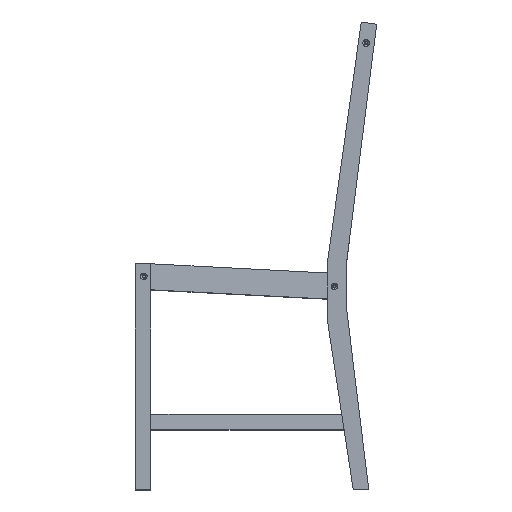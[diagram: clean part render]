
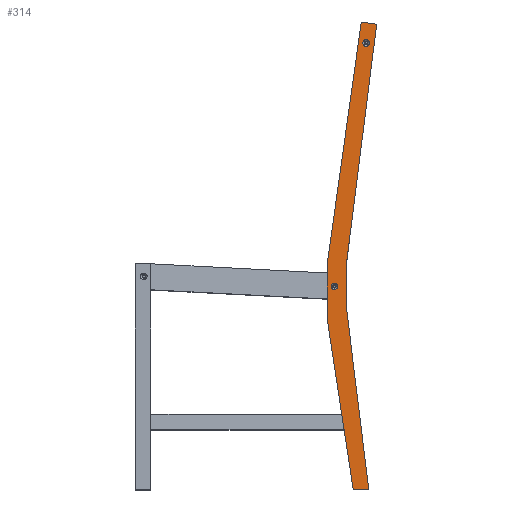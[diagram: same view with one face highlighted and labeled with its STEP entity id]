
A CAD part, top view. The second image highlights one B-rep face of the part: STEP entity #314.
In plain terms, the highlighted planar face has unit normal (0, 0, 1).
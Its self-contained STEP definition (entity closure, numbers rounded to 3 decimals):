
#227 = DIRECTION ( 'NONE',  ( 1., 0., 0. ) ) ;
#232 = AXIS2_PLACEMENT_3D ( 'NONE', #559, #9083, #3611 ) ;
#298 = LINE ( 'NONE', #7122, #2558 ) ;
#314 = ADVANCED_FACE ( 'NONE', ( #9759, #8541, #4622 ), #3097, .F. ) ;
#340 = VERTEX_POINT ( 'NONE', #8585 ) ;
#392 = VECTOR ( 'NONE', #4907, 1000. ) ;
#440 = CIRCLE ( 'NONE', #232, 6.3 ) ;
#456 = VERTEX_POINT ( 'NONE', #4811 ) ;
#559 = CARTESIAN_POINT ( 'NONE',  ( 368.205, 391.455, -20. ) ) ;
#599 = ORIENTED_EDGE ( 'NONE', *, *, #8076, .F. ) ;
#663 = VECTOR ( 'NONE', #4348, 1000. ) ;
#761 = CARTESIAN_POINT ( 'NONE',  ( 434.534, 0., -20. ) ) ;
#899 = DIRECTION ( 'NONE',  ( -1., 0., 0. ) ) ;
#989 = DIRECTION ( 'NONE',  ( 0., -1., 0. ) ) ;
#1099 = EDGE_CURVE ( 'NONE', #456, #7182, #6214, .T. ) ;
#1416 = ORIENTED_EDGE ( 'NONE', *, *, #2947, .F. ) ;
#1433 = CIRCLE ( 'NONE', #3738, 6.3 ) ;
#1499 = ORIENTED_EDGE ( 'NONE', *, *, #1970, .F. ) ;
#1502 = CARTESIAN_POINT ( 'NONE',  ( 354.534, 435., -20. ) ) ;
#1516 = AXIS2_PLACEMENT_3D ( 'NONE', #4019, #4851, #227 ) ;
#1712 = DIRECTION ( 'NONE',  ( -1., 0., 0. ) ) ;
#1749 = VERTEX_POINT ( 'NONE', #8149 ) ;
#1773 = VERTEX_POINT ( 'NONE', #2683 ) ;
#1934 = ORIENTED_EDGE ( 'NONE', *, *, #7176, .F. ) ;
#1970 = EDGE_CURVE ( 'NONE', #8184, #5544, #4354, .T. ) ;
#2002 = LINE ( 'NONE', #3370, #4141 ) ;
#2368 = DIRECTION ( 'NONE',  ( 0., 0., -1. ) ) ;
#2394 = ORIENTED_EDGE ( 'NONE', *, *, #4558, .F. ) ;
#2427 = CARTESIAN_POINT ( 'NONE',  ( 374.505, 391.455, -20. ) ) ;
#2431 = VERTEX_POINT ( 'NONE', #2655 ) ;
#2558 = VECTOR ( 'NONE', #1712, 1000. ) ;
#2572 = EDGE_CURVE ( 'NONE', #7182, #456, #440, .T. ) ;
#2602 = VECTOR ( 'NONE', #8305, 1000. ) ;
#2655 = CARTESIAN_POINT ( 'NONE',  ( 354.534, 328.013, -20. ) ) ;
#2683 = CARTESIAN_POINT ( 'NONE',  ( 404.534, 0., -20. ) ) ;
#2829 = CARTESIAN_POINT ( 'NONE',  ( 354.534, 328.013, -20. ) ) ;
#2947 = EDGE_CURVE ( 'NONE', #3811, #1749, #9136, .T. ) ;
#3097 = PLANE ( 'NONE',  #4838 ) ;
#3121 = LINE ( 'NONE', #8083, #7514 ) ;
#3204 = CARTESIAN_POINT ( 'NONE',  ( 368.205, 391.455, -20. ) ) ;
#3245 = EDGE_LOOP ( 'NONE', ( #1934, #6646 ) ) ;
#3255 = EDGE_CURVE ( 'NONE', #7952, #1773, #298, .T. ) ;
#3301 = DIRECTION ( 'NONE',  ( 1., 0., 0. ) ) ;
#3370 = CARTESIAN_POINT ( 'NONE',  ( 391.534, 435., -20. ) ) ;
#3411 = CARTESIAN_POINT ( 'NONE',  ( 434.534, 0., -20. ) ) ;
#3494 = ORIENTED_EDGE ( 'NONE', *, *, #3255, .F. ) ;
#3566 = EDGE_CURVE ( 'NONE', #2431, #9197, #6180, .T. ) ;
#3611 = DIRECTION ( 'NONE',  ( 1., 0., 0. ) ) ;
#3738 = AXIS2_PLACEMENT_3D ( 'NONE', #9511, #4817, #3301 ) ;
#3789 = CIRCLE ( 'NONE', #1516, 6.3 ) ;
#3811 = VERTEX_POINT ( 'NONE', #6895 ) ;
#4019 = CARTESIAN_POINT ( 'NONE',  ( 429.349, 860.216, -20. ) ) ;
#4138 = VECTOR ( 'NONE', #989, 1000. ) ;
#4141 = VECTOR ( 'NONE', #4862, 1000. ) ;
#4348 = DIRECTION ( 'NONE',  ( 0.99, -0.139, 0. ) ) ;
#4354 = LINE ( 'NONE', #7200, #4138 ) ;
#4487 = CARTESIAN_POINT ( 'NONE',  ( 449.674, 896.399, -20. ) ) ;
#4558 = EDGE_CURVE ( 'NONE', #5544, #7952, #5925, .T. ) ;
#4622 = FACE_OUTER_BOUND ( 'NONE', #5817, .T. ) ;
#4741 = EDGE_CURVE ( 'NONE', #9197, #3811, #3121, .T. ) ;
#4811 = CARTESIAN_POINT ( 'NONE',  ( 361.905, 391.455, -20. ) ) ;
#4817 = DIRECTION ( 'NONE',  ( 0., 0., 1. ) ) ;
#4838 = AXIS2_PLACEMENT_3D ( 'NONE', #5460, #2368, #899 ) ;
#4851 = DIRECTION ( 'NONE',  ( 0., 0., 1. ) ) ;
#4862 = DIRECTION ( 'NONE',  ( -0.125, -0.992, 0. ) ) ;
#4880 = ORIENTED_EDGE ( 'NONE', *, *, #1099, .F. ) ;
#4907 = DIRECTION ( 'NONE',  ( 0.122, -0.993, 0. ) ) ;
#5234 = CARTESIAN_POINT ( 'NONE',  ( 391.534, 350.095, -20. ) ) ;
#5301 = VERTEX_POINT ( 'NONE', #8799 ) ;
#5460 = CARTESIAN_POINT ( 'NONE',  ( 450.245, 0., -20. ) ) ;
#5529 = DIRECTION ( 'NONE',  ( 1., 0., 0. ) ) ;
#5537 = ORIENTED_EDGE ( 'NONE', *, *, #3566, .F. ) ;
#5544 = VERTEX_POINT ( 'NONE', #5234 ) ;
#5563 = DIRECTION ( 'NONE',  ( 0., 0., 1. ) ) ;
#5817 = EDGE_LOOP ( 'NONE', ( #3494, #2394, #1499, #599, #1416, #9017, #5537, #9645 ) ) ;
#5866 = DIRECTION ( 'NONE',  ( 0., 1., 0. ) ) ;
#5918 = ORIENTED_EDGE ( 'NONE', *, *, #2572, .F. ) ;
#5925 = LINE ( 'NONE', #761, #392 ) ;
#5946 = EDGE_CURVE ( 'NONE', #5301, #340, #1433, .T. ) ;
#6053 = EDGE_LOOP ( 'NONE', ( #5918, #4880 ) ) ;
#6180 = LINE ( 'NONE', #9758, #8141 ) ;
#6211 = AXIS2_PLACEMENT_3D ( 'NONE', #3204, #5563, #5529 ) ;
#6214 = CIRCLE ( 'NONE', #6211, 6.3 ) ;
#6581 = DIRECTION ( 'NONE',  ( 0.139, 0.99, 0. ) ) ;
#6646 = ORIENTED_EDGE ( 'NONE', *, *, #5946, .F. ) ;
#6855 = LINE ( 'NONE', #2829, #2602 ) ;
#6895 = CARTESIAN_POINT ( 'NONE',  ( 419.966, 900.574, -20. ) ) ;
#6925 = EDGE_CURVE ( 'NONE', #1773, #2431, #6855, .T. ) ;
#7122 = CARTESIAN_POINT ( 'NONE',  ( 402.39, 0., -20. ) ) ;
#7176 = EDGE_CURVE ( 'NONE', #340, #5301, #3789, .T. ) ;
#7182 = VERTEX_POINT ( 'NONE', #2427 ) ;
#7200 = CARTESIAN_POINT ( 'NONE',  ( 391.534, 452.989, -20. ) ) ;
#7514 = VECTOR ( 'NONE', #6581, 1000. ) ;
#7952 = VERTEX_POINT ( 'NONE', #3411 ) ;
#8076 = EDGE_CURVE ( 'NONE', #1749, #8184, #2002, .T. ) ;
#8083 = CARTESIAN_POINT ( 'NONE',  ( 419.966, 900.574, -20. ) ) ;
#8141 = VECTOR ( 'NONE', #5866, 1000. ) ;
#8149 = CARTESIAN_POINT ( 'NONE',  ( 449.674, 896.399, -20. ) ) ;
#8184 = VERTEX_POINT ( 'NONE', #9613 ) ;
#8305 = DIRECTION ( 'NONE',  ( -0.151, 0.989, 0. ) ) ;
#8541 = FACE_BOUND ( 'NONE', #3245, .T. ) ;
#8585 = CARTESIAN_POINT ( 'NONE',  ( 435.649, 860.216, -20. ) ) ;
#8799 = CARTESIAN_POINT ( 'NONE',  ( 423.049, 860.216, -20. ) ) ;
#9017 = ORIENTED_EDGE ( 'NONE', *, *, #4741, .F. ) ;
#9083 = DIRECTION ( 'NONE',  ( 0., 0., 1. ) ) ;
#9136 = LINE ( 'NONE', #4487, #663 ) ;
#9197 = VERTEX_POINT ( 'NONE', #1502 ) ;
#9511 = CARTESIAN_POINT ( 'NONE',  ( 429.349, 860.216, -20. ) ) ;
#9613 = CARTESIAN_POINT ( 'NONE',  ( 391.534, 435., -20. ) ) ;
#9645 = ORIENTED_EDGE ( 'NONE', *, *, #6925, .F. ) ;
#9758 = CARTESIAN_POINT ( 'NONE',  ( 354.534, 452.989, -20. ) ) ;
#9759 = FACE_BOUND ( 'NONE', #6053, .T. ) ;
